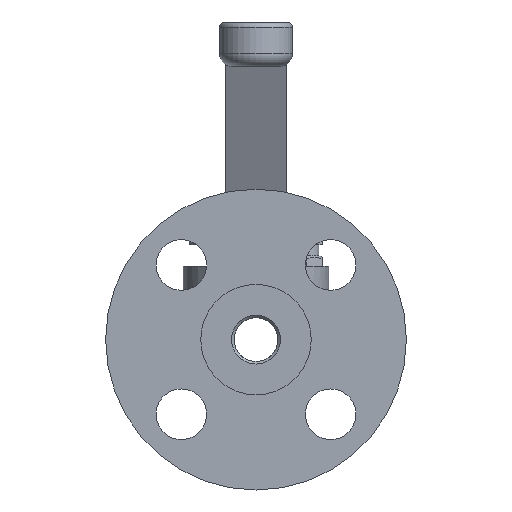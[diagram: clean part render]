
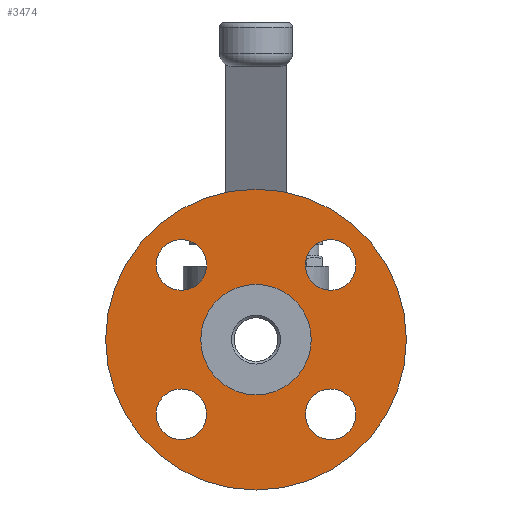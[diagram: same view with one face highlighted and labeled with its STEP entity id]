
A CAD part, front view. The second image highlights one B-rep face of the part: STEP entity #3474.
In plain terms, the highlighted planar face has unit normal (0, -1, 0).
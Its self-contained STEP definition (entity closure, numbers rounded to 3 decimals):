
#1358=CARTESIAN_POINT('',(-23.582,-85.53,15.582));
#1359=VERTEX_POINT('',#1358);
#1360=CARTESIAN_POINT('',(-23.582,-85.53,23.582));
#1361=DIRECTION('',(0.0,1.0,0.0));
#1362=DIRECTION('',(0.0,0.0,1.0));
#1363=AXIS2_PLACEMENT_3D('',#1360,#1361,#1362);
#1364=CIRCLE('',#1363,8.0);
#1365=EDGE_CURVE('',#1359,#1359,#1364,.T.);
#1386=CARTESIAN_POINT('',(-15.582,-85.53,-23.582));
#1387=VERTEX_POINT('',#1386);
#1388=CARTESIAN_POINT('',(-23.582,-85.53,-23.582));
#1389=DIRECTION('',(0.0,1.0,0.0));
#1390=DIRECTION('',(-1.0,0.0,0.0));
#1391=AXIS2_PLACEMENT_3D('',#1388,#1389,#1390);
#1392=CIRCLE('',#1391,8.0);
#1393=EDGE_CURVE('',#1387,#1387,#1392,.T.);
#1414=CARTESIAN_POINT('',(23.582,-85.53,-15.582));
#1415=VERTEX_POINT('',#1414);
#1416=CARTESIAN_POINT('',(23.582,-85.53,-23.582));
#1417=DIRECTION('',(0.0,1.0,0.0));
#1418=DIRECTION('',(0.0,0.0,-1.0));
#1419=AXIS2_PLACEMENT_3D('',#1416,#1417,#1418);
#1420=CIRCLE('',#1419,8.0);
#1421=EDGE_CURVE('',#1415,#1415,#1420,.T.);
#1442=CARTESIAN_POINT('',(15.582,-85.53,23.582));
#1443=VERTEX_POINT('',#1442);
#1444=CARTESIAN_POINT('',(23.582,-85.53,23.582));
#1445=DIRECTION('',(0.0,1.0,0.0));
#1446=DIRECTION('',(1.0,0.0,0.0));
#1447=AXIS2_PLACEMENT_3D('',#1444,#1445,#1446);
#1448=CIRCLE('',#1447,8.0);
#1449=EDGE_CURVE('',#1443,#1443,#1448,.T.);
#3428=CARTESIAN_POINT('',(0.0,-85.53,-47.5));
#3429=VERTEX_POINT('',#3428);
#3430=CARTESIAN_POINT('',(0.0,-85.53,0.0));
#3431=DIRECTION('',(0.0,-1.0,0.0));
#3432=DIRECTION('',(0.0,0.0,-1.0));
#3433=AXIS2_PLACEMENT_3D('',#3430,#3431,#3432);
#3434=CIRCLE('',#3433,47.5);
#3435=EDGE_CURVE('',#3429,#3429,#3434,.T.);
#3443=CARTESIAN_POINT('',(0.0,-85.53,-32.475));
#3444=DIRECTION('',(0.0,-1.0,0.0));
#3445=DIRECTION('',(0.0,0.0,-1.0));
#3446=AXIS2_PLACEMENT_3D('',#3443,#3444,#3445);
#3447=PLANE('',#3446);
#3448=ORIENTED_EDGE('',*,*,#3435,.T.);
#3449=EDGE_LOOP('',(#3448));
#3450=FACE_OUTER_BOUND('',#3449,.T.);
#3451=ORIENTED_EDGE('',*,*,#1365,.T.);
#3452=EDGE_LOOP('',(#3451));
#3453=FACE_BOUND('',#3452,.T.);
#3454=ORIENTED_EDGE('',*,*,#1393,.T.);
#3455=EDGE_LOOP('',(#3454));
#3456=FACE_BOUND('',#3455,.T.);
#3457=ORIENTED_EDGE('',*,*,#1421,.T.);
#3458=EDGE_LOOP('',(#3457));
#3459=FACE_BOUND('',#3458,.T.);
#3460=ORIENTED_EDGE('',*,*,#1449,.T.);
#3461=EDGE_LOOP('',(#3460));
#3462=FACE_BOUND('',#3461,.T.);
#3463=CARTESIAN_POINT('',(0.0,-85.53,-17.45));
#3464=VERTEX_POINT('',#3463);
#3465=CARTESIAN_POINT('',(0.0,-85.53,0.0));
#3466=DIRECTION('',(0.0,-1.0,0.0));
#3467=DIRECTION('',(0.0,0.0,-1.0));
#3468=AXIS2_PLACEMENT_3D('',#3465,#3466,#3467);
#3469=CIRCLE('',#3468,17.45);
#3470=EDGE_CURVE('',#3464,#3464,#3469,.T.);
#3471=ORIENTED_EDGE('',*,*,#3470,.F.);
#3472=EDGE_LOOP('',(#3471));
#3473=FACE_BOUND('',#3472,.T.);
#3474=ADVANCED_FACE('',(#3450,#3453,#3456,#3459,#3462,#3473),#3447,.T.);
